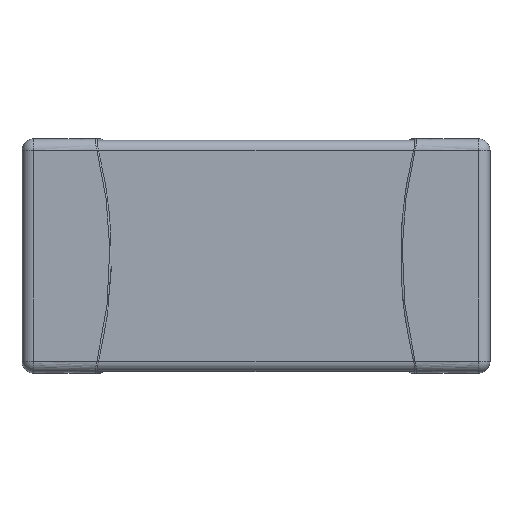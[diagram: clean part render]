
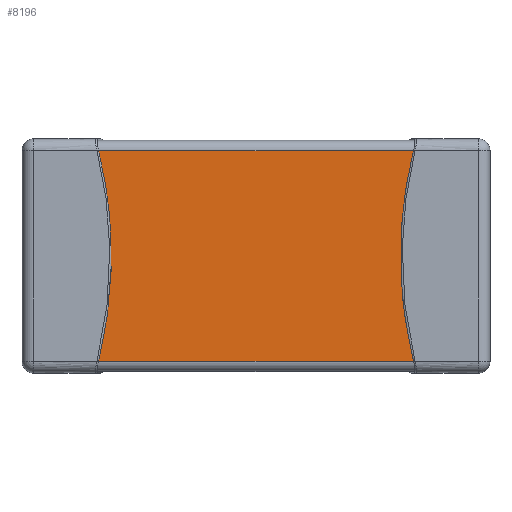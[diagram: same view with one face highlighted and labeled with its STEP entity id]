
A CAD part, top view. The second image highlights one B-rep face of the part: STEP entity #8196.
In plain terms, the highlighted planar face has unit normal (0, 0, 1).
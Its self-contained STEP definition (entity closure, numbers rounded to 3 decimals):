
#7621 = EDGE_CURVE('',#7622,#7624,#7626,.T.);
#7622 = VERTEX_POINT('',#7623);
#7623 = CARTESIAN_POINT('',(-1.5,-0.72,0.95));
#7624 = VERTEX_POINT('',#7625);
#7625 = CARTESIAN_POINT('',(1.5,-0.72,0.95));
#7626 = SURFACE_CURVE('',#7627,(#7631,#7643),.PCURVE_S1.);
#7627 = LINE('',#7628,#7629);
#7628 = CARTESIAN_POINT('',(-1.5,-0.72,0.95));
#7629 = VECTOR('',#7630,1.);
#7630 = DIRECTION('',(1.,0.,0.));
#7631 = PCURVE('',#7632,#7637);
#7632 = CYLINDRICAL_SURFACE('',#7633,0.07);
#7633 = AXIS2_PLACEMENT_3D('',#7634,#7635,#7636);
#7634 = CARTESIAN_POINT('',(-1.5,-0.72,0.88));
#7635 = DIRECTION('',(-1.,0.,0.));
#7636 = DIRECTION('',(0.,1.,0.));
#7637 = DEFINITIONAL_REPRESENTATION('',(#7638),#7642);
#7638 = LINE('',#7639,#7640);
#7639 = CARTESIAN_POINT('',(-1.571,0.));
#7640 = VECTOR('',#7641,1.);
#7641 = DIRECTION('',(-0.,-1.));
#7642 = ( GEOMETRIC_REPRESENTATION_CONTEXT(2) 
PARAMETRIC_REPRESENTATION_CONTEXT() REPRESENTATION_CONTEXT('2D SPACE',''
  ) );
#7643 = PCURVE('',#7644,#7649);
#7644 = PLANE('',#7645);
#7645 = AXIS2_PLACEMENT_3D('',#7646,#7647,#7648);
#7646 = CARTESIAN_POINT('',(-1.5,-0.72,0.95));
#7647 = DIRECTION('',(0.,0.,1.));
#7648 = DIRECTION('',(0.,1.,0.));
#7649 = DEFINITIONAL_REPRESENTATION('',(#7650),#7654);
#7650 = LINE('',#7651,#7652);
#7651 = CARTESIAN_POINT('',(0.,0.));
#7652 = VECTOR('',#7653,1.);
#7653 = DIRECTION('',(0.,-1.));
#7654 = ( GEOMETRIC_REPRESENTATION_CONTEXT(2) 
PARAMETRIC_REPRESENTATION_CONTEXT() REPRESENTATION_CONTEXT('2D SPACE',''
  ) );
#7673 = PLANE('',#7674);
#7674 = AXIS2_PLACEMENT_3D('',#7675,#7676,#7677);
#7675 = CARTESIAN_POINT('',(1.5,0.,0.485));
#7676 = DIRECTION('',(1.,0.,0.));
#7677 = DIRECTION('',(0.,0.,1.));
#7728 = PLANE('',#7729);
#7729 = AXIS2_PLACEMENT_3D('',#7730,#7731,#7732);
#7730 = CARTESIAN_POINT('',(-1.5,0.,0.485));
#7731 = DIRECTION('',(1.,0.,0.));
#7732 = DIRECTION('',(0.,0.,1.));
#8069 = CYLINDRICAL_SURFACE('',#8070,0.07);
#8070 = AXIS2_PLACEMENT_3D('',#8071,#8072,#8073);
#8071 = CARTESIAN_POINT('',(-1.5,0.72,0.88));
#8072 = DIRECTION('',(-1.,0.,0.));
#8073 = DIRECTION('',(0.,1.,0.));
#8129 = VERTEX_POINT('',#8130);
#8130 = CARTESIAN_POINT('',(1.5,0.72,0.95));
#8152 = EDGE_CURVE('',#8153,#8129,#8155,.T.);
#8153 = VERTEX_POINT('',#8154);
#8154 = CARTESIAN_POINT('',(-1.5,0.72,0.95));
#8155 = SURFACE_CURVE('',#8156,(#8160,#8167),.PCURVE_S1.);
#8156 = LINE('',#8157,#8158);
#8157 = CARTESIAN_POINT('',(-1.5,0.72,0.95));
#8158 = VECTOR('',#8159,1.);
#8159 = DIRECTION('',(1.,0.,0.));
#8160 = PCURVE('',#8069,#8161);
#8161 = DEFINITIONAL_REPRESENTATION('',(#8162),#8166);
#8162 = LINE('',#8163,#8164);
#8163 = CARTESIAN_POINT('',(-1.571,0.));
#8164 = VECTOR('',#8165,1.);
#8165 = DIRECTION('',(-0.,-1.));
#8166 = ( GEOMETRIC_REPRESENTATION_CONTEXT(2) 
PARAMETRIC_REPRESENTATION_CONTEXT() REPRESENTATION_CONTEXT('2D SPACE',''
  ) );
#8167 = PCURVE('',#7644,#8168);
#8168 = DEFINITIONAL_REPRESENTATION('',(#8169),#8173);
#8169 = LINE('',#8170,#8171);
#8170 = CARTESIAN_POINT('',(1.44,0.));
#8171 = VECTOR('',#8172,1.);
#8172 = DIRECTION('',(0.,-1.));
#8173 = ( GEOMETRIC_REPRESENTATION_CONTEXT(2) 
PARAMETRIC_REPRESENTATION_CONTEXT() REPRESENTATION_CONTEXT('2D SPACE',''
  ) );
#8196 = ADVANCED_FACE('',(#8197),#7644,.T.);
#8197 = FACE_BOUND('',#8198,.T.);
#8198 = EDGE_LOOP('',(#8199,#8200,#8221,#8222));
#8199 = ORIENTED_EDGE('',*,*,#7621,.T.);
#8200 = ORIENTED_EDGE('',*,*,#8201,.T.);
#8201 = EDGE_CURVE('',#7624,#8129,#8202,.T.);
#8202 = SURFACE_CURVE('',#8203,(#8207,#8214),.PCURVE_S1.);
#8203 = LINE('',#8204,#8205);
#8204 = CARTESIAN_POINT('',(1.5,-0.72,0.95));
#8205 = VECTOR('',#8206,1.);
#8206 = DIRECTION('',(0.,1.,0.));
#8207 = PCURVE('',#7644,#8208);
#8208 = DEFINITIONAL_REPRESENTATION('',(#8209),#8213);
#8209 = LINE('',#8210,#8211);
#8210 = CARTESIAN_POINT('',(0.,-3.));
#8211 = VECTOR('',#8212,1.);
#8212 = DIRECTION('',(1.,0.));
#8213 = ( GEOMETRIC_REPRESENTATION_CONTEXT(2) 
PARAMETRIC_REPRESENTATION_CONTEXT() REPRESENTATION_CONTEXT('2D SPACE',''
  ) );
#8214 = PCURVE('',#7673,#8215);
#8215 = DEFINITIONAL_REPRESENTATION('',(#8216),#8220);
#8216 = LINE('',#8217,#8218);
#8217 = CARTESIAN_POINT('',(0.465,0.72));
#8218 = VECTOR('',#8219,1.);
#8219 = DIRECTION('',(0.,-1.));
#8220 = ( GEOMETRIC_REPRESENTATION_CONTEXT(2) 
PARAMETRIC_REPRESENTATION_CONTEXT() REPRESENTATION_CONTEXT('2D SPACE',''
  ) );
#8221 = ORIENTED_EDGE('',*,*,#8152,.F.);
#8222 = ORIENTED_EDGE('',*,*,#8223,.F.);
#8223 = EDGE_CURVE('',#7622,#8153,#8224,.T.);
#8224 = SURFACE_CURVE('',#8225,(#8229,#8236),.PCURVE_S1.);
#8225 = LINE('',#8226,#8227);
#8226 = CARTESIAN_POINT('',(-1.5,-0.72,0.95));
#8227 = VECTOR('',#8228,1.);
#8228 = DIRECTION('',(0.,1.,0.));
#8229 = PCURVE('',#7644,#8230);
#8230 = DEFINITIONAL_REPRESENTATION('',(#8231),#8235);
#8231 = LINE('',#8232,#8233);
#8232 = CARTESIAN_POINT('',(0.,0.));
#8233 = VECTOR('',#8234,1.);
#8234 = DIRECTION('',(1.,0.));
#8235 = ( GEOMETRIC_REPRESENTATION_CONTEXT(2) 
PARAMETRIC_REPRESENTATION_CONTEXT() REPRESENTATION_CONTEXT('2D SPACE',''
  ) );
#8236 = PCURVE('',#7728,#8237);
#8237 = DEFINITIONAL_REPRESENTATION('',(#8238),#8242);
#8238 = LINE('',#8239,#8240);
#8239 = CARTESIAN_POINT('',(0.465,0.72));
#8240 = VECTOR('',#8241,1.);
#8241 = DIRECTION('',(0.,-1.));
#8242 = ( GEOMETRIC_REPRESENTATION_CONTEXT(2) 
PARAMETRIC_REPRESENTATION_CONTEXT() REPRESENTATION_CONTEXT('2D SPACE',''
  ) );
